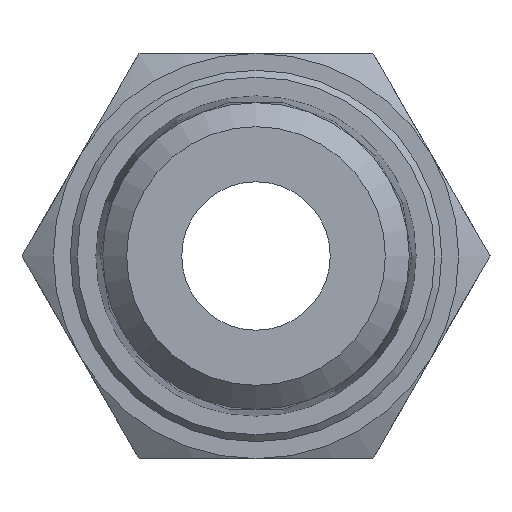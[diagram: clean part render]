
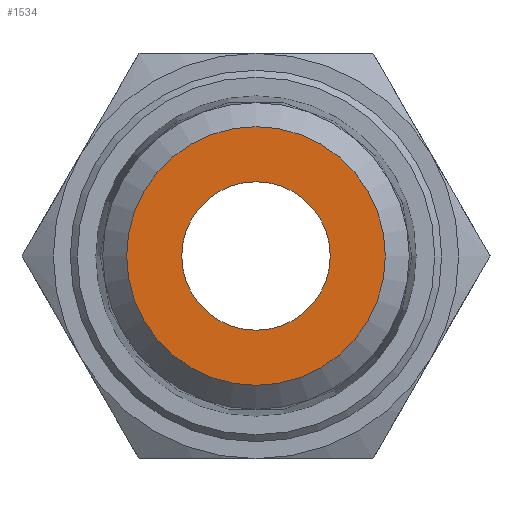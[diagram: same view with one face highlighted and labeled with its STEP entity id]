
A CAD part, front view. The second image highlights one B-rep face of the part: STEP entity #1534.
In plain terms, the highlighted planar face has unit normal (0, -1, 0).
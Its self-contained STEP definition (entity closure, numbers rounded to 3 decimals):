
#1500=CARTESIAN_POINT('',(-3.2,0.,0.0));
#1501=VERTEX_POINT('',#1500);
#1502=CARTESIAN_POINT('',(0.0,0.,0.0));
#1503=DIRECTION('',(0.0,1.0,0.0));
#1504=DIRECTION('',(-1.0,0.0,0.0));
#1505=AXIS2_PLACEMENT_3D('',#1502,#1503,#1504);
#1506=CIRCLE('',#1505,3.2);
#1507=EDGE_CURVE('',#1501,#1501,#1506,.T.);
#1515=CARTESIAN_POINT('',(-4.386,0.,0.0));
#1516=DIRECTION('',(0.0,-1.0,0.0));
#1517=DIRECTION('',(0.0,0.0,-1.0));
#1518=AXIS2_PLACEMENT_3D('',#1515,#1516,#1517);
#1519=PLANE('',#1518);
#1520=CARTESIAN_POINT('',(-5.572,0.,0.0));
#1521=VERTEX_POINT('',#1520);
#1522=CARTESIAN_POINT('',(0.0,0.,0.0));
#1523=DIRECTION('',(0.0,1.0,0.0));
#1524=DIRECTION('',(-1.0,0.0,0.0));
#1525=AXIS2_PLACEMENT_3D('',#1522,#1523,#1524);
#1526=CIRCLE('',#1525,5.572);
#1527=EDGE_CURVE('',#1521,#1521,#1526,.T.);
#1528=ORIENTED_EDGE('',*,*,#1527,.F.);
#1529=EDGE_LOOP('',(#1528));
#1530=FACE_OUTER_BOUND('',#1529,.T.);
#1531=ORIENTED_EDGE('',*,*,#1507,.T.);
#1532=EDGE_LOOP('',(#1531));
#1533=FACE_BOUND('',#1532,.T.);
#1534=ADVANCED_FACE('',(#1530,#1533),#1519,.T.);
